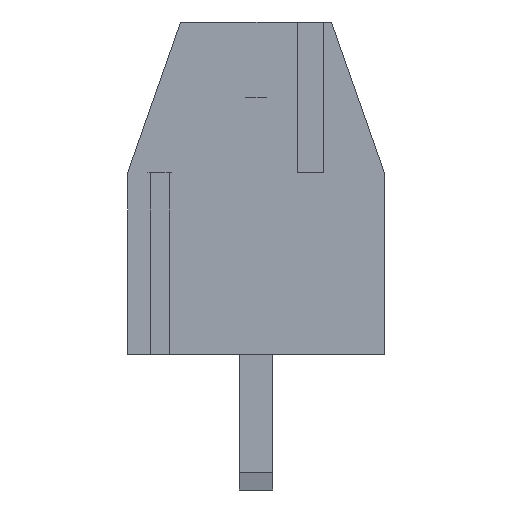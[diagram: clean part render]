
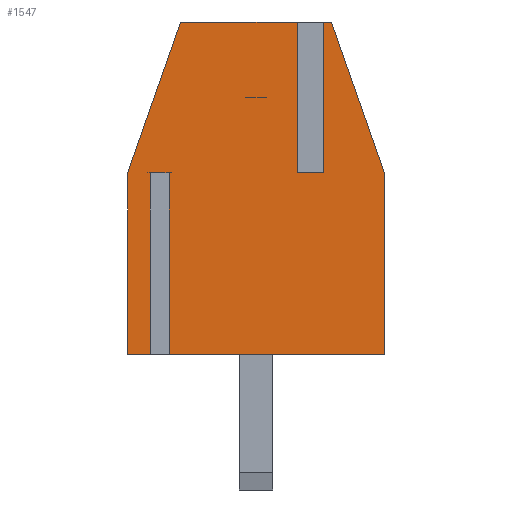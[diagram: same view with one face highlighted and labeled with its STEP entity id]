
A CAD part, left-side view. The second image highlights one B-rep face of the part: STEP entity #1547.
In plain terms, the highlighted planar face has unit normal (-1, 0, 0).
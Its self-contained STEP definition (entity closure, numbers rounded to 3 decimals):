
#1547 = ADVANCED_FACE('',(#1548),#1662,.F.);
#1548 = FACE_BOUND('',#1549,.F.);
#1549 = EDGE_LOOP('',(#1550,#1560,#1568,#1576,#1584,#1592,#1600,#1608,
    #1616,#1624,#1632,#1640,#1648,#1656));
#1550 = ORIENTED_EDGE('',*,*,#1551,.T.);
#1551 = EDGE_CURVE('',#1552,#1554,#1556,.T.);
#1552 = VERTEX_POINT('',#1553);
#1553 = CARTESIAN_POINT('',(-1.75,-2.,8.8));
#1554 = VERTEX_POINT('',#1555);
#1555 = CARTESIAN_POINT('',(-1.75,-3.4,4.8));
#1556 = LINE('',#1557,#1558);
#1557 = CARTESIAN_POINT('',(-1.75,-2.,8.8));
#1558 = VECTOR('',#1559,1.);
#1559 = DIRECTION('',(0.,-0.33,-0.944));
#1560 = ORIENTED_EDGE('',*,*,#1561,.T.);
#1561 = EDGE_CURVE('',#1554,#1562,#1564,.T.);
#1562 = VERTEX_POINT('',#1563);
#1563 = CARTESIAN_POINT('',(-1.75,-3.4,-0.));
#1564 = LINE('',#1565,#1566);
#1565 = CARTESIAN_POINT('',(-1.75,-3.4,4.8));
#1566 = VECTOR('',#1567,1.);
#1567 = DIRECTION('',(0.,0.,-1.));
#1568 = ORIENTED_EDGE('',*,*,#1569,.T.);
#1569 = EDGE_CURVE('',#1562,#1570,#1572,.T.);
#1570 = VERTEX_POINT('',#1571);
#1571 = CARTESIAN_POINT('',(-1.75,2.3,0.));
#1572 = LINE('',#1573,#1574);
#1573 = CARTESIAN_POINT('',(-1.75,-3.4,0.));
#1574 = VECTOR('',#1575,1.);
#1575 = DIRECTION('',(0.,1.,0.));
#1576 = ORIENTED_EDGE('',*,*,#1577,.F.);
#1577 = EDGE_CURVE('',#1578,#1570,#1580,.T.);
#1578 = VERTEX_POINT('',#1579);
#1579 = CARTESIAN_POINT('',(-1.75,2.3,4.8));
#1580 = LINE('',#1581,#1582);
#1581 = CARTESIAN_POINT('',(-1.75,2.3,4.8));
#1582 = VECTOR('',#1583,1.);
#1583 = DIRECTION('',(0.,0.,-1.));
#1584 = ORIENTED_EDGE('',*,*,#1585,.T.);
#1585 = EDGE_CURVE('',#1578,#1586,#1588,.T.);
#1586 = VERTEX_POINT('',#1587);
#1587 = CARTESIAN_POINT('',(-1.75,2.8,4.8));
#1588 = LINE('',#1589,#1590);
#1589 = CARTESIAN_POINT('',(-1.75,2.3,4.8));
#1590 = VECTOR('',#1591,1.);
#1591 = DIRECTION('',(0.,1.,0.));
#1592 = ORIENTED_EDGE('',*,*,#1593,.T.);
#1593 = EDGE_CURVE('',#1586,#1594,#1596,.T.);
#1594 = VERTEX_POINT('',#1595);
#1595 = CARTESIAN_POINT('',(-1.75,2.8,0.));
#1596 = LINE('',#1597,#1598);
#1597 = CARTESIAN_POINT('',(-1.75,2.8,4.8));
#1598 = VECTOR('',#1599,1.);
#1599 = DIRECTION('',(0.,0.,-1.));
#1600 = ORIENTED_EDGE('',*,*,#1601,.T.);
#1601 = EDGE_CURVE('',#1594,#1602,#1604,.T.);
#1602 = VERTEX_POINT('',#1603);
#1603 = CARTESIAN_POINT('',(-1.75,3.4,0.));
#1604 = LINE('',#1605,#1606);
#1605 = CARTESIAN_POINT('',(-1.75,-3.4,0.));
#1606 = VECTOR('',#1607,1.);
#1607 = DIRECTION('',(0.,1.,0.));
#1608 = ORIENTED_EDGE('',*,*,#1609,.T.);
#1609 = EDGE_CURVE('',#1602,#1610,#1612,.T.);
#1610 = VERTEX_POINT('',#1611);
#1611 = CARTESIAN_POINT('',(-1.75,3.4,4.8));
#1612 = LINE('',#1613,#1614);
#1613 = CARTESIAN_POINT('',(-1.75,3.4,0.));
#1614 = VECTOR('',#1615,1.);
#1615 = DIRECTION('',(0.,0.,1.));
#1616 = ORIENTED_EDGE('',*,*,#1617,.T.);
#1617 = EDGE_CURVE('',#1610,#1618,#1620,.T.);
#1618 = VERTEX_POINT('',#1619);
#1619 = CARTESIAN_POINT('',(-1.75,2.,8.8));
#1620 = LINE('',#1621,#1622);
#1621 = CARTESIAN_POINT('',(-1.75,3.4,4.8));
#1622 = VECTOR('',#1623,1.);
#1623 = DIRECTION('',(0.,-0.33,0.944));
#1624 = ORIENTED_EDGE('',*,*,#1625,.T.);
#1625 = EDGE_CURVE('',#1618,#1626,#1628,.T.);
#1626 = VERTEX_POINT('',#1627);
#1627 = CARTESIAN_POINT('',(-1.75,-1.2,8.8));
#1628 = LINE('',#1629,#1630);
#1629 = CARTESIAN_POINT('',(-1.75,2.,8.8));
#1630 = VECTOR('',#1631,1.);
#1631 = DIRECTION('',(0.,-1.,0.));
#1632 = ORIENTED_EDGE('',*,*,#1633,.F.);
#1633 = EDGE_CURVE('',#1634,#1626,#1636,.T.);
#1634 = VERTEX_POINT('',#1635);
#1635 = CARTESIAN_POINT('',(-1.75,-1.2,4.8));
#1636 = LINE('',#1637,#1638);
#1637 = CARTESIAN_POINT('',(-1.75,-1.2,4.8));
#1638 = VECTOR('',#1639,1.);
#1639 = DIRECTION('',(0.,0.,1.));
#1640 = ORIENTED_EDGE('',*,*,#1641,.F.);
#1641 = EDGE_CURVE('',#1642,#1634,#1644,.T.);
#1642 = VERTEX_POINT('',#1643);
#1643 = CARTESIAN_POINT('',(-1.75,-1.7,4.8));
#1644 = LINE('',#1645,#1646);
#1645 = CARTESIAN_POINT('',(-1.75,-1.7,4.8));
#1646 = VECTOR('',#1647,1.);
#1647 = DIRECTION('',(0.,1.,0.));
#1648 = ORIENTED_EDGE('',*,*,#1649,.T.);
#1649 = EDGE_CURVE('',#1642,#1650,#1652,.T.);
#1650 = VERTEX_POINT('',#1651);
#1651 = CARTESIAN_POINT('',(-1.75,-1.7,8.8));
#1652 = LINE('',#1653,#1654);
#1653 = CARTESIAN_POINT('',(-1.75,-1.7,4.8));
#1654 = VECTOR('',#1655,1.);
#1655 = DIRECTION('',(0.,0.,1.));
#1656 = ORIENTED_EDGE('',*,*,#1657,.T.);
#1657 = EDGE_CURVE('',#1650,#1552,#1658,.T.);
#1658 = LINE('',#1659,#1660);
#1659 = CARTESIAN_POINT('',(-1.75,2.,8.8));
#1660 = VECTOR('',#1661,1.);
#1661 = DIRECTION('',(0.,-1.,0.));
#1662 = PLANE('',#1663);
#1663 = AXIS2_PLACEMENT_3D('',#1664,#1665,#1666);
#1664 = CARTESIAN_POINT('',(-1.75,0.,4.013));
#1665 = DIRECTION('',(1.,0.,0.));
#1666 = DIRECTION('',(0.,0.,1.));
